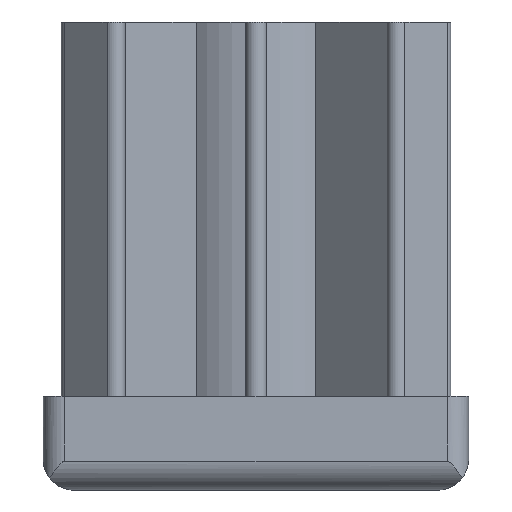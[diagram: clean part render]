
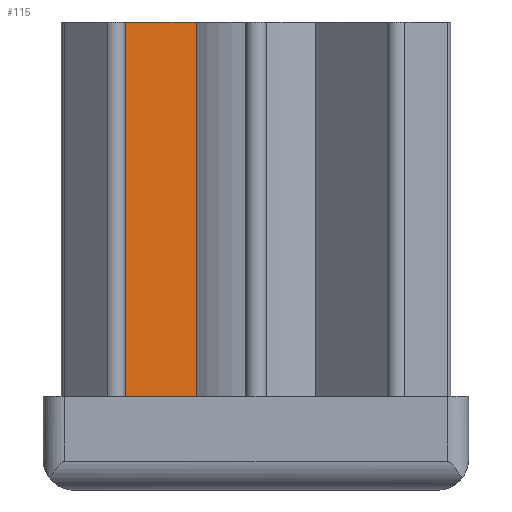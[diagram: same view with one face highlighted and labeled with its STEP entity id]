
A CAD part, front view. The second image highlights one B-rep face of the part: STEP entity #115.
In plain terms, the highlighted planar face has unit normal (0.707, -0.707, 0).
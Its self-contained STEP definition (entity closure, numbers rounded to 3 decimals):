
#115 = ADVANCED_FACE( '', ( #280 ), #281, .F. );
#280 = FACE_OUTER_BOUND( '', #495, .T. );
#281 = PLANE( '', #496 );
#495 = EDGE_LOOP( '', ( #860, #861, #862, #863 ) );
#496 = AXIS2_PLACEMENT_3D( '', #864, #865, #866 );
#860 = ORIENTED_EDGE( '', *, *, #1441, .T. );
#861 = ORIENTED_EDGE( '', *, *, #1426, .T. );
#862 = ORIENTED_EDGE( '', *, *, #1442, .F. );
#863 = ORIENTED_EDGE( '', *, *, #1315, .F. );
#864 = CARTESIAN_POINT( '', ( -17.348, -19.116, 55. ) );
#865 = DIRECTION( '', ( -0.707, 0.707, 0. ) );
#866 = DIRECTION( '', ( -0.707, -0.707, 0. ) );
#1315 = EDGE_CURVE( '', #1576, #1578, #1579, .T. );
#1426 = EDGE_CURVE( '', #1781, #1779, #1782, .T. );
#1441 = EDGE_CURVE( '', #1576, #1781, #1801, .T. );
#1442 = EDGE_CURVE( '', #1578, #1779, #1802, .T. );
#1576 = VERTEX_POINT( '', #1959 );
#1578 = VERTEX_POINT( '', #1962 );
#1579 = LINE( '', #1963, #1964 );
#1779 = VERTEX_POINT( '', #2226 );
#1781 = VERTEX_POINT( '', #2228 );
#1782 = LINE( '', #2229, #2230 );
#1801 = LINE( '', #2282, #2283 );
#1802 = LINE( '', #2284, #2285 );
#1959 = CARTESIAN_POINT( '', ( -17.348, -19.116, 55. ) );
#1962 = CARTESIAN_POINT( '', ( -7.022, -8.79, 55. ) );
#1963 = CARTESIAN_POINT( '', ( -17.348, -19.116, 55. ) );
#1964 = VECTOR( '', #2599, 1000. );
#2226 = CARTESIAN_POINT( '', ( -7.022, -8.79, 11. ) );
#2228 = CARTESIAN_POINT( '', ( -17.348, -19.116, 11. ) );
#2229 = CARTESIAN_POINT( '', ( -17.348, -19.116, 11. ) );
#2230 = VECTOR( '', #2785, 1000. );
#2282 = CARTESIAN_POINT( '', ( -17.348, -19.116, 55. ) );
#2283 = VECTOR( '', #2796, 1000. );
#2284 = CARTESIAN_POINT( '', ( -7.022, -8.79, 55. ) );
#2285 = VECTOR( '', #2797, 1000. );
#2599 = DIRECTION( '', ( 0.707, 0.707, 0. ) );
#2785 = DIRECTION( '', ( 0.707, 0.707, 0. ) );
#2796 = DIRECTION( '', ( 0., 0., -1. ) );
#2797 = DIRECTION( '', ( 0., 0., -1. ) );
